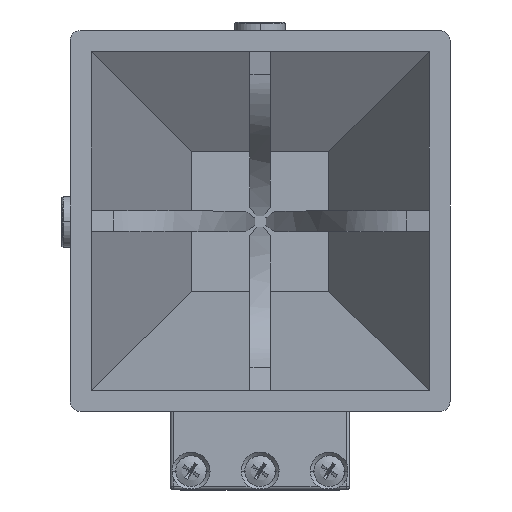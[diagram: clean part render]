
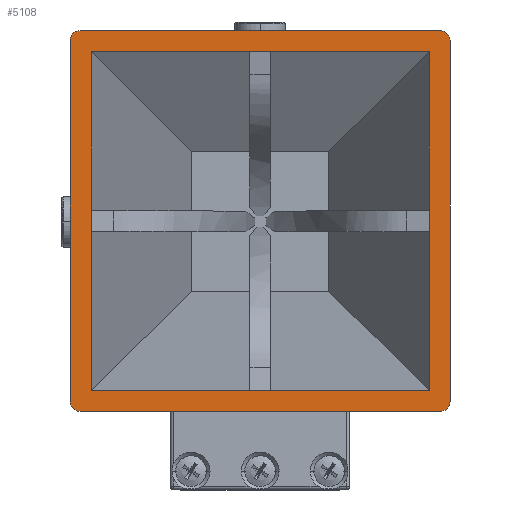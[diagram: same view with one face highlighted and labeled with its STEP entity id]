
A CAD part, top view. The second image highlights one B-rep face of the part: STEP entity #5108.
In plain terms, the highlighted planar face has unit normal (0, 0, 1).
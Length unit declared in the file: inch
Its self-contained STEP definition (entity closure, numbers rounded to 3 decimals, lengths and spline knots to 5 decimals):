
#33 = CARTESIAN_POINT ( 'NONE',  ( -0.64961, 0.64961, 2.021 ) ) ;
#38 = CARTESIAN_POINT ( 'NONE',  ( -0.72965, 0.69315, 2.021 ) ) ;
#49 = CARTESIAN_POINT ( 'NONE',  ( 0.64961, -0.64961, 2.021 ) ) ;
#105 = VERTEX_POINT ( 'NONE', #6743 ) ;
#206 = VECTOR ( 'NONE', #4582, 39.37008 ) ;
#303 = VECTOR ( 'NONE', #13088, 39.37008 ) ;
#528 = EDGE_CURVE ( 'NONE', #4772, #4037, #4720, .T. ) ;
#659 = CARTESIAN_POINT ( 'NONE',  ( 0., 0.64961, 2.021 ) ) ;
#697 = CARTESIAN_POINT ( 'NONE',  ( -0.71416, -0.7312, 2.021 ) ) ;
#717 = LINE ( 'NONE', #659, #4595 ) ;
#810 = ORIENTED_EDGE ( 'NONE', *, *, #7135, .T. ) ;
#950 = ORIENTED_EDGE ( 'NONE', *, *, #528, .T. ) ;
#979 = EDGE_CURVE ( 'NONE', #1562, #3825, #11412, .T. ) ;
#1562 = VERTEX_POINT ( 'NONE', #6802 ) ;
#1694 = VERTEX_POINT ( 'NONE', #12216 ) ;
#1863 = CARTESIAN_POINT ( 'NONE',  ( 0.72965, 0., 2.021 ) ) ;
#2288 = VECTOR ( 'NONE', #13625, 39.37008 ) ;
#2313 = DIRECTION ( 'NONE',  ( 1., 0., 0. ) ) ;
#2518 = EDGE_CURVE ( 'NONE', #105, #6827, #12524, .T. ) ;
#2720 = CARTESIAN_POINT ( 'NONE',  ( -0.72965, -0.69315, 2.021 ) ) ;
#2779 = CARTESIAN_POINT ( 'NONE',  ( -0.72965, -0.71573, 2.021 ) ) ;
#3303 = ORIENTED_EDGE ( 'NONE', *, *, #10964, .T. ) ;
#3330 = EDGE_CURVE ( 'NONE', #13325, #11724, #13348, .T. ) ;
#3384 = CARTESIAN_POINT ( 'NONE',  ( 0.69156, -0.7312, 2.021 ) ) ;
#3404 = FACE_BOUND ( 'NONE', #5366, .T. ) ;
#3521 = CARTESIAN_POINT ( 'NONE',  ( -0.72965, 0.69315, 2.021 ) ) ;
#3820 = EDGE_CURVE ( 'NONE', #13325, #105, #6713, .T. ) ;
#3825 = VERTEX_POINT ( 'NONE', #12352 ) ;
#4037 = VERTEX_POINT ( 'NONE', #6573 ) ;
#4316 = CARTESIAN_POINT ( 'NONE',  ( -0.64961, 0., 2.021 ) ) ;
#4557 = CARTESIAN_POINT ( 'NONE',  ( -0.71416, 0.7312, 2.021 ) ) ;
#4563 = CARTESIAN_POINT ( 'NONE',  ( 0.72965, -0.71573, 2.021 ) ) ;
#4576 = ORIENTED_EDGE ( 'NONE', *, *, #3330, .F. ) ;
#4582 = DIRECTION ( 'NONE',  ( -1., 0., 0. ) ) ;
#4595 = VECTOR ( 'NONE', #12300, 39.37008 ) ;
#4720 = LINE ( 'NONE', #6796, #206 ) ;
#4768 = EDGE_CURVE ( 'NONE', #1694, #10354, #9590, .T. ) ;
#4772 = VERTEX_POINT ( 'NONE', #5436 ) ;
#4951 = DIRECTION ( 'NONE',  ( 0., -1., 0. ) ) ;
#5108 = ADVANCED_FACE ( 'NONE', ( #3404, #9573 ), #7493, .T. ) ;
#5366 = EDGE_LOOP ( 'NONE', ( #12518, #6885, #8903, #3303 ) ) ;
#5436 = CARTESIAN_POINT ( 'NONE',  ( 0.69156, 0.7312, 2.021 ) ) ;
#5604 = CARTESIAN_POINT ( 'NONE',  ( 0.71416, -0.7312, 2.021 ) ) ;
#5756 =( BOUNDED_CURVE ( )  B_SPLINE_CURVE ( 3, ( #11826, #12719, #7363, #11894 ),
 .UNSPECIFIED., .F., .F. ) 
 B_SPLINE_CURVE_WITH_KNOTS ( ( 4, 4 ),
 ( 2.39527, 3.90096 ),
 .UNSPECIFIED. ) 
 CURVE ( )  GEOMETRIC_REPRESENTATION_ITEM ( )  RATIONAL_B_SPLINE_CURVE ( ( 1., 0.82, 0.82, 1. ) ) 
 REPRESENTATION_ITEM ( '' )  );
#5975 = VECTOR ( 'NONE', #4951, 39.37008 ) ;
#6573 = CARTESIAN_POINT ( 'NONE',  ( -0.69156, 0.7312, 2.021 ) ) ;
#6664 = DIRECTION ( 'NONE',  ( 0., 0., 1. ) ) ;
#6713 =( BOUNDED_CURVE ( )  B_SPLINE_CURVE ( 3, ( #10127, #2779, #697, #9138 ),
 .UNSPECIFIED., .F., .F. ) 
 B_SPLINE_CURVE_WITH_KNOTS ( ( 4, 4 ),
 ( 2.39527, 3.90096 ),
 .UNSPECIFIED. ) 
 CURVE ( )  GEOMETRIC_REPRESENTATION_ITEM ( )  RATIONAL_B_SPLINE_CURVE ( ( 1., 0.82, 0.82, 1. ) ) 
 REPRESENTATION_ITEM ( '' )  );
#6743 = CARTESIAN_POINT ( 'NONE',  ( -0.69156, -0.7312, 2.021 ) ) ;
#6796 = CARTESIAN_POINT ( 'NONE',  ( 0., 0.7312, 2.021 ) ) ;
#6802 = CARTESIAN_POINT ( 'NONE',  ( 0.72965, 0.69315, 2.021 ) ) ;
#6827 = VERTEX_POINT ( 'NONE', #13519 ) ;
#6881 = CARTESIAN_POINT ( 'NONE',  ( 0.64961, 0.64961, 2.021 ) ) ;
#6885 = ORIENTED_EDGE ( 'NONE', *, *, #4768, .T. ) ;
#7135 = EDGE_CURVE ( 'NONE', #4037, #11724, #8564, .T. ) ;
#7147 =( BOUNDED_CURVE ( )  B_SPLINE_CURVE ( 3, ( #3384, #5604, #4563, #9626 ),
 .UNSPECIFIED., .F., .F. ) 
 B_SPLINE_CURVE_WITH_KNOTS ( ( 4, 4 ),
 ( 5.52382, 7.02951 ),
 .UNSPECIFIED. ) 
 CURVE ( )  GEOMETRIC_REPRESENTATION_ITEM ( )  RATIONAL_B_SPLINE_CURVE ( ( 1., 0.82, 0.82, 1. ) ) 
 REPRESENTATION_ITEM ( '' )  );
#7363 = CARTESIAN_POINT ( 'NONE',  ( 0.71416, 0.7312, 2.021 ) ) ;
#7493 = PLANE ( 'NONE',  #11205 ) ;
#8564 =( BOUNDED_CURVE ( )  B_SPLINE_CURVE ( 3, ( #9823, #4557, #13030, #3521 ),
 .UNSPECIFIED., .F., .F. ) 
 B_SPLINE_CURVE_WITH_KNOTS ( ( 4, 4 ),
 ( 5.52382, 7.02951 ),
 .UNSPECIFIED. ) 
 CURVE ( )  GEOMETRIC_REPRESENTATION_ITEM ( )  RATIONAL_B_SPLINE_CURVE ( ( 1., 0.82, 0.82, 1. ) ) 
 REPRESENTATION_ITEM ( '' )  );
#8622 = DIRECTION ( 'NONE',  ( 0., 1., 0. ) ) ;
#8745 = VECTOR ( 'NONE', #8622, 39.37008 ) ;
#8903 = ORIENTED_EDGE ( 'NONE', *, *, #11966, .T. ) ;
#9138 = CARTESIAN_POINT ( 'NONE',  ( -0.69156, -0.7312, 2.021 ) ) ;
#9424 = EDGE_CURVE ( 'NONE', #6827, #3825, #7147, .T. ) ;
#9573 = FACE_OUTER_BOUND ( 'NONE', #12855, .T. ) ;
#9590 = LINE ( 'NONE', #4316, #8745 ) ;
#9603 = ORIENTED_EDGE ( 'NONE', *, *, #979, .F. ) ;
#9626 = CARTESIAN_POINT ( 'NONE',  ( 0.72965, -0.69315, 2.021 ) ) ;
#9695 = VECTOR ( 'NONE', #10879, 39.37008 ) ;
#9788 = CARTESIAN_POINT ( 'NONE',  ( 0., 0., 2.021 ) ) ;
#9793 = VERTEX_POINT ( 'NONE', #49 ) ;
#9823 = CARTESIAN_POINT ( 'NONE',  ( -0.69156, 0.7312, 2.021 ) ) ;
#10127 = CARTESIAN_POINT ( 'NONE',  ( -0.72965, -0.69315, 2.021 ) ) ;
#10336 = VECTOR ( 'NONE', #13240, 39.37008 ) ;
#10354 = VERTEX_POINT ( 'NONE', #33 ) ;
#10674 = LINE ( 'NONE', #11917, #9695 ) ;
#10879 = DIRECTION ( 'NONE',  ( -1., 0., 0. ) ) ;
#10964 = EDGE_CURVE ( 'NONE', #11882, #9793, #11303, .T. ) ;
#11146 = ORIENTED_EDGE ( 'NONE', *, *, #2518, .T. ) ;
#11205 = AXIS2_PLACEMENT_3D ( 'NONE', #9788, #6664, #2313 ) ;
#11216 = ORIENTED_EDGE ( 'NONE', *, *, #9424, .T. ) ;
#11229 = CARTESIAN_POINT ( 'NONE',  ( 0.64961, 0., 2.021 ) ) ;
#11303 = LINE ( 'NONE', #11229, #10336 ) ;
#11412 = LINE ( 'NONE', #1863, #5975 ) ;
#11487 = CARTESIAN_POINT ( 'NONE',  ( 0., -0.7312, 2.021 ) ) ;
#11724 = VERTEX_POINT ( 'NONE', #38 ) ;
#11726 = EDGE_CURVE ( 'NONE', #1562, #4772, #5756, .T. ) ;
#11826 = CARTESIAN_POINT ( 'NONE',  ( 0.72965, 0.69315, 2.021 ) ) ;
#11851 = ORIENTED_EDGE ( 'NONE', *, *, #11726, .T. ) ;
#11882 = VERTEX_POINT ( 'NONE', #6881 ) ;
#11894 = CARTESIAN_POINT ( 'NONE',  ( 0.69156, 0.7312, 2.021 ) ) ;
#11917 = CARTESIAN_POINT ( 'NONE',  ( 0., -0.64961, 2.021 ) ) ;
#11966 = EDGE_CURVE ( 'NONE', #10354, #11882, #717, .T. ) ;
#12115 = ORIENTED_EDGE ( 'NONE', *, *, #3820, .T. ) ;
#12216 = CARTESIAN_POINT ( 'NONE',  ( -0.64961, -0.64961, 2.021 ) ) ;
#12300 = DIRECTION ( 'NONE',  ( 1., 0., 0. ) ) ;
#12352 = CARTESIAN_POINT ( 'NONE',  ( 0.72965, -0.69315, 2.021 ) ) ;
#12427 = EDGE_CURVE ( 'NONE', #9793, #1694, #10674, .T. ) ;
#12518 = ORIENTED_EDGE ( 'NONE', *, *, #12427, .T. ) ;
#12524 = LINE ( 'NONE', #11487, #2288 ) ;
#12719 = CARTESIAN_POINT ( 'NONE',  ( 0.72965, 0.71573, 2.021 ) ) ;
#12855 = EDGE_LOOP ( 'NONE', ( #11146, #11216, #9603, #11851, #950, #810, #4576, #12115 ) ) ;
#13030 = CARTESIAN_POINT ( 'NONE',  ( -0.72965, 0.71573, 2.021 ) ) ;
#13088 = DIRECTION ( 'NONE',  ( 0., 1., 0. ) ) ;
#13216 = CARTESIAN_POINT ( 'NONE',  ( -0.72965, 0., 2.021 ) ) ;
#13240 = DIRECTION ( 'NONE',  ( 0., -1., 0. ) ) ;
#13325 = VERTEX_POINT ( 'NONE', #2720 ) ;
#13348 = LINE ( 'NONE', #13216, #303 ) ;
#13519 = CARTESIAN_POINT ( 'NONE',  ( 0.69156, -0.7312, 2.021 ) ) ;
#13625 = DIRECTION ( 'NONE',  ( 1., 0., 0. ) ) ;
